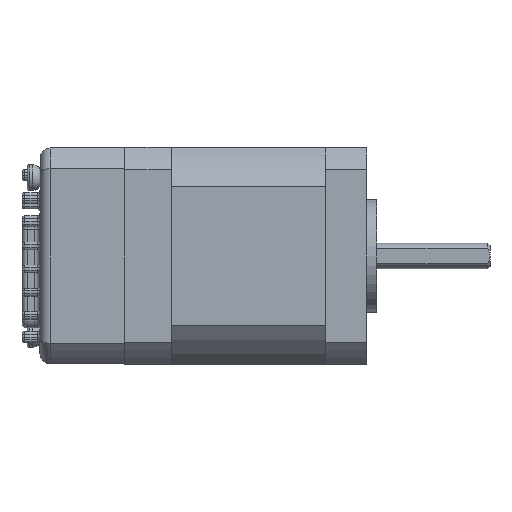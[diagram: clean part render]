
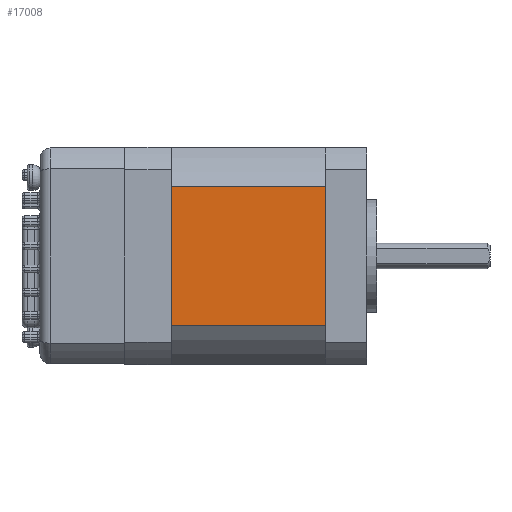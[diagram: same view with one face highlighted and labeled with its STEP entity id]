
A CAD part, left-side view. The second image highlights one B-rep face of the part: STEP entity #17008.
In plain terms, the highlighted planar face has unit normal (-1, 0, 0).
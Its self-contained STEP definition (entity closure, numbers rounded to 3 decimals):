
#499 = DIRECTION ( 'NONE',  ( 0., 1., 0. ) ) ;
#1183 = ORIENTED_EDGE ( 'NONE', *, *, #49813, .T. ) ;
#1307 = LINE ( 'NONE', #38622, #46200 ) ;
#3432 = CARTESIAN_POINT ( 'NONE',  ( -21.15, 30., 21.15 ) ) ;
#3748 = CARTESIAN_POINT ( 'NONE',  ( -21.15, 0., -13.516 ) ) ;
#4290 = LINE ( 'NONE', #13433, #14818 ) ;
#5503 = LINE ( 'NONE', #47550, #11695 ) ;
#11695 = VECTOR ( 'NONE', #13552, 1000. ) ;
#13433 = CARTESIAN_POINT ( 'NONE',  ( -21.15, 30., 21.15 ) ) ;
#13552 = DIRECTION ( 'NONE',  ( 0., -1., 0. ) ) ;
#14818 = VECTOR ( 'NONE', #25699, 1000. ) ;
#15440 = CARTESIAN_POINT ( 'NONE',  ( -21.15, 30., -13.516 ) ) ;
#17008 = ADVANCED_FACE ( 'NONE', ( #32657 ), #24548, .F. ) ;
#18465 = EDGE_LOOP ( 'NONE', ( #21596, #1183, #36590, #39190 ) ) ;
#19697 = LINE ( 'NONE', #49495, #44846 ) ;
#21596 = ORIENTED_EDGE ( 'NONE', *, *, #45455, .F. ) ;
#22364 = CARTESIAN_POINT ( 'NONE',  ( -21.15, 0., 13.516 ) ) ;
#24548 = PLANE ( 'NONE',  #50991 ) ;
#25699 = DIRECTION ( 'NONE',  ( 0., 0., 1. ) ) ;
#27623 = VERTEX_POINT ( 'NONE', #41530 ) ;
#28610 = DIRECTION ( 'NONE',  ( 0., 0., 1. ) ) ;
#28846 = EDGE_CURVE ( 'NONE', #27623, #36496, #5503, .T. ) ;
#32657 = FACE_OUTER_BOUND ( 'NONE', #18465, .T. ) ;
#33481 = DIRECTION ( 'NONE',  ( 1., 0., 0. ) ) ;
#36496 = VERTEX_POINT ( 'NONE', #22364 ) ;
#36590 = ORIENTED_EDGE ( 'NONE', *, *, #28846, .F. ) ;
#37410 = DIRECTION ( 'NONE',  ( 0., 0., -1. ) ) ;
#38622 = CARTESIAN_POINT ( 'NONE',  ( -21.15, 0., -13.516 ) ) ;
#39190 = ORIENTED_EDGE ( 'NONE', *, *, #41996, .F. ) ;
#41530 = CARTESIAN_POINT ( 'NONE',  ( -21.15, 30., 13.516 ) ) ;
#41996 = EDGE_CURVE ( 'NONE', #45541, #27623, #4290, .T. ) ;
#42985 = VERTEX_POINT ( 'NONE', #3748 ) ;
#44846 = VECTOR ( 'NONE', #28610, 1000. ) ;
#45455 = EDGE_CURVE ( 'NONE', #42985, #45541, #1307, .T. ) ;
#45541 = VERTEX_POINT ( 'NONE', #15440 ) ;
#46200 = VECTOR ( 'NONE', #499, 1000. ) ;
#47550 = CARTESIAN_POINT ( 'NONE',  ( -21.15, 0., 13.516 ) ) ;
#49495 = CARTESIAN_POINT ( 'NONE',  ( -21.15, 0., 21.15 ) ) ;
#49813 = EDGE_CURVE ( 'NONE', #42985, #36496, #19697, .T. ) ;
#50991 = AXIS2_PLACEMENT_3D ( 'NONE', #3432, #33481, #37410 ) ;
